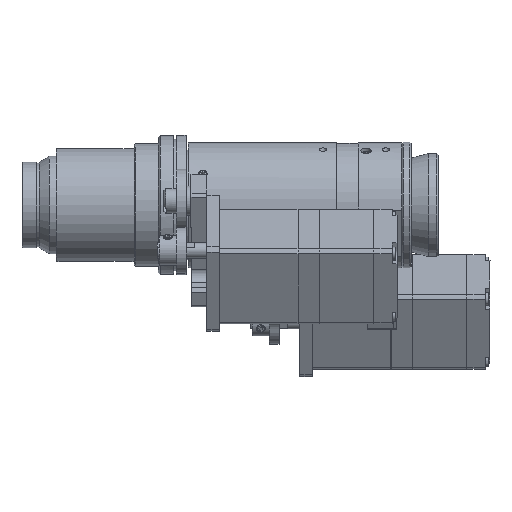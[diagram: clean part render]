
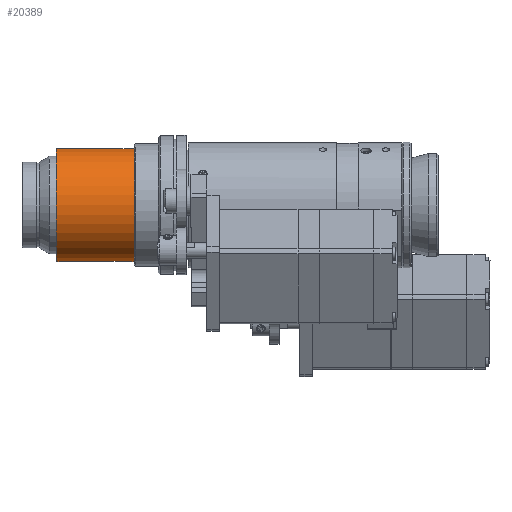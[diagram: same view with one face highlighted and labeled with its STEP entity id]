
A CAD part, top view. The second image highlights one B-rep face of the part: STEP entity #20389.
In plain terms, the highlighted cylindrical face has radius 18.25 mm (diameter 36.5 mm), a full revolution.
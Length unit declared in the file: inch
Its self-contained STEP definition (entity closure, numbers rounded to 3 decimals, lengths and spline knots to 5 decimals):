
#1423=FACE_BOUND('',#7945,.T.);
#1424=FACE_BOUND('',#7946,.T.);
#3067=LINE('',#36661,#4557);
#3068=LINE('',#36662,#4558);
#4557=VECTOR('',#26954,0.812);
#4558=VECTOR('',#26955,0.812);
#6330=FACE_OUTER_BOUND('',#7944,.T.);
#7944=EDGE_LOOP('',(#18251));
#7945=EDGE_LOOP('',(#18252,#18253,#18254,#18255));
#7946=EDGE_LOOP('',(#18256));
#8857=CIRCLE('',#22116,0.7185);
#8858=CIRCLE('',#22118,0.7185);
#8872=CIRCLE('',#22150,0.7185);
#8873=CIRCLE('',#22152,0.7185);
#10947=VERTEX_POINT('',#36651);
#10948=VERTEX_POINT('',#36652);
#10949=VERTEX_POINT('',#36656);
#10950=VERTEX_POINT('',#36657);
#10975=VERTEX_POINT('',#36835);
#10976=VERTEX_POINT('',#36838);
#13445=EDGE_CURVE('',#10947,#10948,#8857,.T.);
#13447=EDGE_CURVE('',#10949,#10950,#8858,.T.);
#13449=EDGE_CURVE('',#10950,#10947,#3067,.T.);
#13450=EDGE_CURVE('',#10948,#10949,#3068,.T.);
#13479=EDGE_CURVE('',#10975,#10975,#8872,.T.);
#13480=EDGE_CURVE('',#10976,#10976,#8873,.T.);
#18251=ORIENTED_EDGE('',*,*,#13480,.F.);
#18252=ORIENTED_EDGE('',*,*,#13447,.T.);
#18253=ORIENTED_EDGE('',*,*,#13449,.T.);
#18254=ORIENTED_EDGE('',*,*,#13445,.T.);
#18255=ORIENTED_EDGE('',*,*,#13450,.T.);
#18256=ORIENTED_EDGE('',*,*,#13479,.T.);
#19318=CYLINDRICAL_SURFACE('',#22151,0.7185);
#20389=ADVANCED_FACE('',(#6330,#1423,#1424),#19318,.T.);
#22116=AXIS2_PLACEMENT_3D('',#36653,#26944,#26945);
#22118=AXIS2_PLACEMENT_3D('',#36658,#26949,#26950);
#22150=AXIS2_PLACEMENT_3D('',#36836,#27024,#27025);
#22151=AXIS2_PLACEMENT_3D('',#36837,#27026,#27027);
#22152=AXIS2_PLACEMENT_3D('',#36839,#27028,#27029);
#26944=DIRECTION('center_axis',(1.,0.,0.));
#26945=DIRECTION('ref_axis',(0.,1.,0.));
#26949=DIRECTION('center_axis',(-1.,0.,0.));
#26950=DIRECTION('ref_axis',(0.,1.,0.));
#26954=DIRECTION('',(1.,0.,0.));
#26955=DIRECTION('',(-1.,0.,0.));
#27024=DIRECTION('center_axis',(1.,0.,0.));
#27025=DIRECTION('ref_axis',(0.,1.,0.));
#27026=DIRECTION('center_axis',(1.,0.,0.));
#27027=DIRECTION('ref_axis',(0.,1.,0.));
#27028=DIRECTION('center_axis',(1.,0.,0.));
#27029=DIRECTION('ref_axis',(0.,1.,0.));
#36651=CARTESIAN_POINT('',(1.287,0.71647,-0.05396));
#36652=CARTESIAN_POINT('',(1.287,0.3115,0.64746));
#36653=CARTESIAN_POINT('Origin',(1.287,0.,0.));
#36656=CARTESIAN_POINT('',(0.475,0.3115,0.64746));
#36657=CARTESIAN_POINT('',(0.475,0.71647,-0.05396));
#36658=CARTESIAN_POINT('Origin',(0.475,0.,0.));
#36661=CARTESIAN_POINT('',(0.932,0.71647,-0.05396));
#36662=CARTESIAN_POINT('',(0.932,0.3115,0.64746));
#36835=CARTESIAN_POINT('',(0.437,0.7185,0.));
#36836=CARTESIAN_POINT('Origin',(0.437,0.,0.));
#36837=CARTESIAN_POINT('Origin',(0.932,0.,0.));
#36838=CARTESIAN_POINT('',(1.427,0.7185,0.));
#36839=CARTESIAN_POINT('Origin',(1.427,0.,0.));
